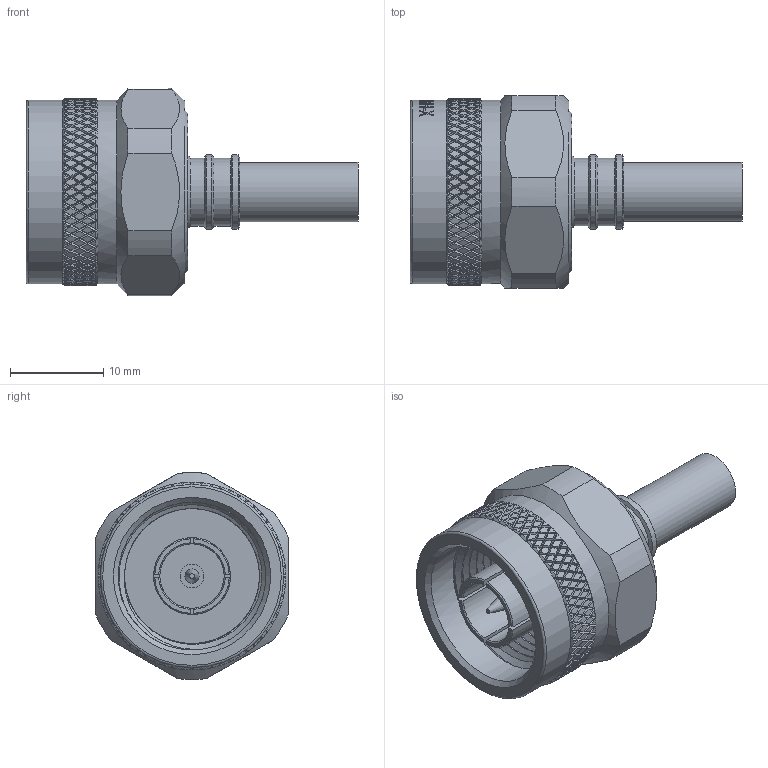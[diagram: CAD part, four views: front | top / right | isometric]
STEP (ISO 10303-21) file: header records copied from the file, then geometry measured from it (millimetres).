
FILE_DESCRIPTION (( 'STEP AP203' ), '1' );
FILE_NAME ('EZ-195-NMH-X_3D.step', '2022-06-16T15:53:36', ( '' ), ( '' ), 'SwSTEP 2.0', 'SolidWorks 2021', '' );
FILE_SCHEMA (( 'CONFIG_CONTROL_DESIGN' ));
Length unit declared in the file: inch
Products named in the file (1): EZ-195-NMH-X_3D
Bounding box: 35.65 x 20.62 x 22.23 mm (x, y, z)
Volume: 4398.8 mm3; surface area: 3864.4 mm2
Topology: 2 solids, 2 shells, 1969 faces, 4315 edges, 2372 vertices
Faces by surface type: bspline 1494, cylinder 341, plane 110, cone 23, torus 1
Full cylindrical faces by diameter (mm): 1.524 x1, 2.54 x1, 3.048 x1, 4.486 x1, 4.699 x1, 5.588 x1, 6.35 x1, 6.909 x1, 7.293 x2, 8.026 x2, 8.255 x1, 15.875 x6, 19.69 x2
Entity records: 69863 total; most frequent: CARTESIAN_POINT 42977, ORIENTED_EDGE 8514, EDGE_CURVE 4257, VERTEX_POINT 2351, B_SPLINE_CURVE_WITH_KNOTS 2122, EDGE_LOOP 2018, FACE_OUTER_BOUND 1980, ADVANCED_FACE 1963
